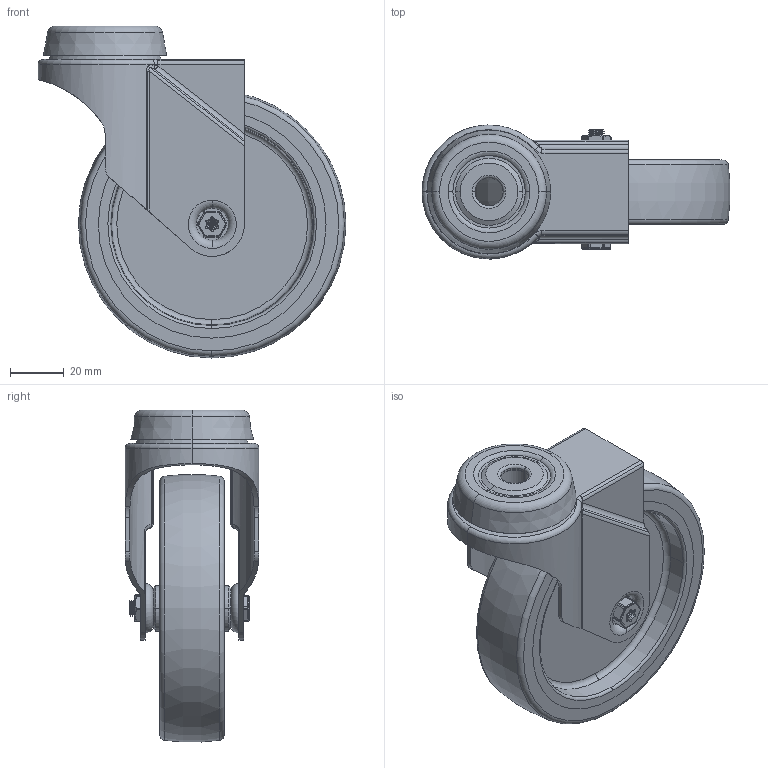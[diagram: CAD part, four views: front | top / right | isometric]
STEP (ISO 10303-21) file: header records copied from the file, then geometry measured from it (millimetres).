
FILE_DESCRIPTION(('STEP AP203'),'1');
FILE_NAME('BZRA100GRBH10.STEP','2023-06-07T14:43:46',(' '),(' '),'Spatial InterOp 3D',' ',' ');
FILE_SCHEMA(('CONFIG_CONTROL_DESIGN'));
Length unit declared in the file: metre
Products named in the file (13): BZRA100ASBH10; ZINC PLATED PRESSED STEEL HEAD; ZINC PLATED PRESSED STEEL FORKS; BZRA100GRBH10; BZA100WGR; RUBBER TYRE; POLYPROPYLENE RIM; TUBEM8X30; ZINC PLATED AXLE TUBE; BOLTBZRA6MM; ZINC PLATED AXLE BOLT; NM6GR8HALFGR8; ZINC PLATED LOCKING NUT
Assembly tree (12 placements, depth 3):
  BZRA100GRBH10
    BZRA100ASBH10
      ZINC PLATED PRESSED STEEL HEAD
      ZINC PLATED PRESSED STEEL FORKS
    BZA100WGR
      RUBBER TYRE
      POLYPROPYLENE RIM
    TUBEM8X30
      ZINC PLATED AXLE TUBE
    BOLTBZRA6MM
      ZINC PLATED AXLE BOLT
    NM6GR8HALFGR8
      ZINC PLATED LOCKING NUT
Bounding box: 114.92 x 50 x 123.92 mm (x, y, z)
Volume: 141369.8 mm3; surface area: 73196.5 mm2
Topology: 7 solids, 7 shells, 393 faces, 961 edges, 596 vertices
Faces by surface type: cylinder 169, torus 82, plane 60, cone 40, bspline 36, sphere 6
Entity records: 29956 total; most frequent: CARTESIAN_POINT 20020, DIRECTION 2064, ORIENTED_EDGE 1910, EDGE_CURVE 955, AXIS2_PLACEMENT_3D 902, VERTEX_POINT 596, CIRCLE 509, EDGE_LOOP 429
